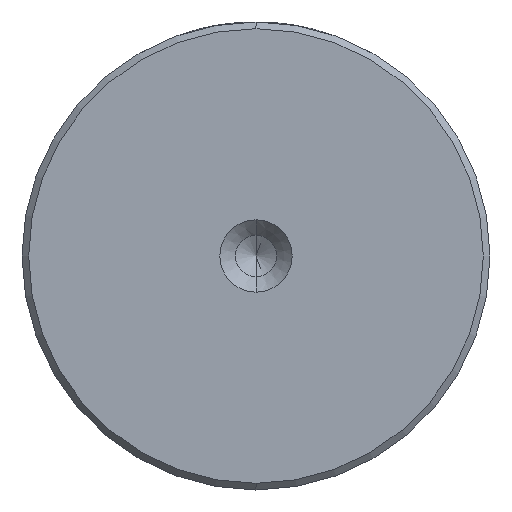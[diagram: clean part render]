
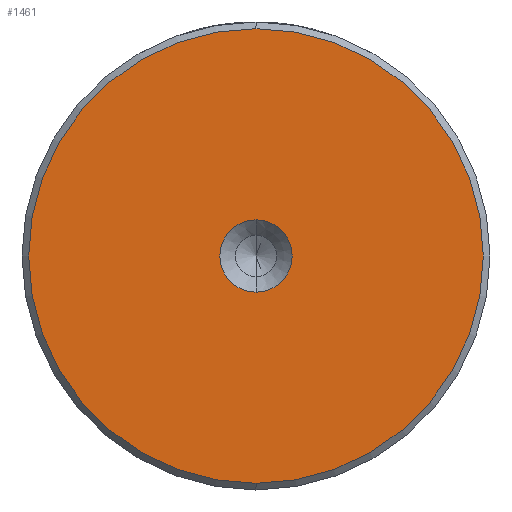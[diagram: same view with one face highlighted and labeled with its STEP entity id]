
A CAD part, left-side view. The second image highlights one B-rep face of the part: STEP entity #1461.
In plain terms, the highlighted planar face has unit normal (-1, 0, 0).
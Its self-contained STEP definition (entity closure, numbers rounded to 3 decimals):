
#141 = ORIENTED_EDGE ( 'NONE', *, *, #1519, .T. ) ;
#164 = DIRECTION ( 'NONE',  ( -1., 0., 0. ) ) ;
#177 = ORIENTED_EDGE ( 'NONE', *, *, #1403, .F. ) ;
#335 = PLANE ( 'NONE',  #2448 ) ;
#364 = DIRECTION ( 'NONE',  ( -1., 0., 0. ) ) ;
#445 = EDGE_LOOP ( 'NONE', ( #141, #2296 ) ) ;
#518 = VERTEX_POINT ( 'NONE', #892 ) ;
#577 = FACE_OUTER_BOUND ( 'NONE', #445, .T. ) ;
#582 = CARTESIAN_POINT ( 'NONE',  ( 0., 0., 0. ) ) ;
#809 = DIRECTION ( 'NONE',  ( 0., 0., 1. ) ) ;
#892 = CARTESIAN_POINT ( 'NONE',  ( 0., 0., -2.7 ) ) ;
#943 = CARTESIAN_POINT ( 'NONE',  ( 0., 0., 0. ) ) ;
#991 = EDGE_CURVE ( 'NONE', #2496, #518, #1587, .T. ) ;
#1027 = AXIS2_PLACEMENT_3D ( 'NONE', #943, #2581, #1178 ) ;
#1178 = DIRECTION ( 'NONE',  ( 0., 0., 1. ) ) ;
#1318 = VERTEX_POINT ( 'NONE', #1838 ) ;
#1400 = CIRCLE ( 'NONE', #1027, 2.7 ) ;
#1403 = EDGE_CURVE ( 'NONE', #518, #2496, #1400, .T. ) ;
#1461 = ADVANCED_FACE ( 'NONE', ( #577, #1810 ), #335, .T. ) ;
#1477 = CARTESIAN_POINT ( 'NONE',  ( 0., 0., 0. ) ) ;
#1519 = EDGE_CURVE ( 'NONE', #1891, #1318, #2206, .T. ) ;
#1532 = CARTESIAN_POINT ( 'NONE',  ( 0., 0., 0. ) ) ;
#1587 = CIRCLE ( 'NONE', #2404, 2.7 ) ;
#1743 = CARTESIAN_POINT ( 'NONE',  ( 0., 0., 0. ) ) ;
#1776 = DIRECTION ( 'NONE',  ( 0., 0., 1. ) ) ;
#1810 = FACE_BOUND ( 'NONE', #2172, .T. ) ;
#1827 = CIRCLE ( 'NONE', #2431, 17. ) ;
#1838 = CARTESIAN_POINT ( 'NONE',  ( 0., 0., 17. ) ) ;
#1891 = VERTEX_POINT ( 'NONE', #2401 ) ;
#1898 = CARTESIAN_POINT ( 'NONE',  ( 0., 0., 2.7 ) ) ;
#1940 = DIRECTION ( 'NONE',  ( 0., 0., 1. ) ) ;
#1975 = DIRECTION ( 'NONE',  ( 0., 0., 1. ) ) ;
#2172 = EDGE_LOOP ( 'NONE', ( #2233, #177 ) ) ;
#2196 = DIRECTION ( 'NONE',  ( -1., 0., 0. ) ) ;
#2206 = CIRCLE ( 'NONE', #2592, 17. ) ;
#2233 = ORIENTED_EDGE ( 'NONE', *, *, #991, .F. ) ;
#2293 = EDGE_CURVE ( 'NONE', #1318, #1891, #1827, .T. ) ;
#2296 = ORIENTED_EDGE ( 'NONE', *, *, #2293, .T. ) ;
#2401 = CARTESIAN_POINT ( 'NONE',  ( 0., 0., -17. ) ) ;
#2404 = AXIS2_PLACEMENT_3D ( 'NONE', #1743, #364, #1975 ) ;
#2431 = AXIS2_PLACEMENT_3D ( 'NONE', #1532, #164, #1776 ) ;
#2448 = AXIS2_PLACEMENT_3D ( 'NONE', #1477, #2637, #1940 ) ;
#2496 = VERTEX_POINT ( 'NONE', #1898 ) ;
#2581 = DIRECTION ( 'NONE',  ( -1., 0., 0. ) ) ;
#2592 = AXIS2_PLACEMENT_3D ( 'NONE', #582, #2196, #809 ) ;
#2637 = DIRECTION ( 'NONE',  ( -1., 0., 0. ) ) ;
